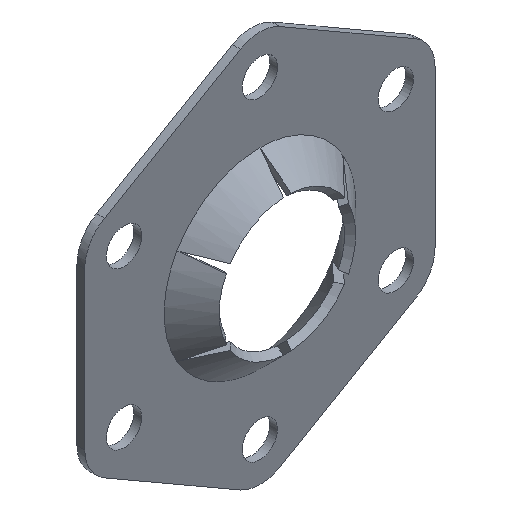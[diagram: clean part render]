
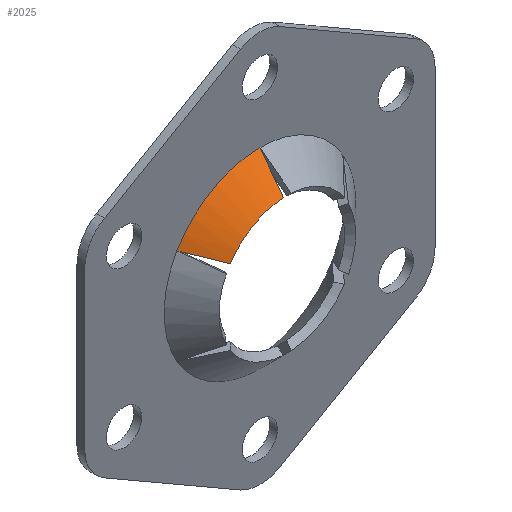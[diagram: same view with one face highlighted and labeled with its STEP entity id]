
A CAD part, isometric view. The second image highlights one B-rep face of the part: STEP entity #2025.
In plain terms, the highlighted free-form (B-spline) face has degree [1, 2] with [2, 3] control points.
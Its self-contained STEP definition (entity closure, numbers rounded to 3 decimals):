
#1370=CARTESIAN_POINT('',(0.,-0.4,4.883));
#1371=VERTEX_POINT('',#1370);
#1431=CARTESIAN_POINT('',(-4.229,-0.4,2.441));
#1432=VERTEX_POINT('',#1431);
#1447=CARTESIAN_POINT('',(0.,-0.4,4.883));
#1448=CARTESIAN_POINT('',(-0.213,-0.4,4.883));
#1449=CARTESIAN_POINT('',(-0.719,-0.4,4.85));
#1450=CARTESIAN_POINT('',(-1.463,-0.4,4.683));
#1451=CARTESIAN_POINT('',(-2.18,-0.4,4.389));
#1452=CARTESIAN_POINT('',(-2.811,-0.4,4.014));
#1453=CARTESIAN_POINT('',(-3.318,-0.4,3.601));
#1454=CARTESIAN_POINT('',(-3.813,-0.4,3.078));
#1455=CARTESIAN_POINT('',(-4.082,-0.4,2.695));
#1456=CARTESIAN_POINT('',(-4.229,-0.4,2.441));
#1457=B_SPLINE_CURVE_WITH_KNOTS('',3,(#1447,#1448,#1449,#1450,#1451,#1452,#1453,#1454,#1455,#1456),.UNSPECIFIED.,.F.,.U.,(4,1,1,1,1,1,1,4),(0.,0.639,1.518,2.277,2.956,3.715,4.234,5.113),.UNSPECIFIED.);
#1458=EDGE_CURVE('',#1371,#1432,#1457,.T.);
#1759=CARTESIAN_POINT('',(-0.2,-1.8,3.477));
#1760=VERTEX_POINT('',#1759);
#1768=CARTESIAN_POINT('',(-2.911,-1.8,1.912));
#1769=VERTEX_POINT('',#1768);
#1770=CARTESIAN_POINT('',(-0.2,-1.8,3.477));
#1771=CARTESIAN_POINT('',(-0.462,-1.8,3.462));
#1772=CARTESIAN_POINT('',(-0.847,-1.8,3.396));
#1773=CARTESIAN_POINT('',(-1.407,-1.8,3.199));
#1774=CARTESIAN_POINT('',(-1.821,-1.8,2.984));
#1775=CARTESIAN_POINT('',(-2.219,-1.8,2.696));
#1776=CARTESIAN_POINT('',(-2.579,-1.8,2.361));
#1777=CARTESIAN_POINT('',(-2.8,-1.8,2.081));
#1778=CARTESIAN_POINT('',(-2.911,-1.8,1.912));
#1779=B_SPLINE_CURVE_WITH_KNOTS('',3,(#1770,#1771,#1772,#1773,#1774,#1775,#1776,#1777,#1778),.UNSPECIFIED.,.F.,.U.,(4,1,1,1,1,1,4),(0.,0.786,1.167,1.776,2.182,2.638,3.247),.UNSPECIFIED.);
#1780=EDGE_CURVE('',#1760,#1769,#1779,.T.);
#1993=CARTESIAN_POINT('',(0.03,-1.835,3.448));
#1994=CARTESIAN_POINT('',(0.043,-0.364,4.919));
#1995=CARTESIAN_POINT('',(-2.098,-1.835,3.466));
#1996=CARTESIAN_POINT('',(-2.993,-0.364,4.945));
#1997=CARTESIAN_POINT('',(-3.068,-1.835,1.573));
#1998=CARTESIAN_POINT('',(-4.377,-0.364,2.244));
#2006=(BOUNDED_SURFACE()B_SPLINE_SURFACE(1,2,((#1993,#1995,#1997),(#1994,#1996,#1998)),.UNSPECIFIED.,.F.,.F.,.U.)B_SPLINE_SURFACE_WITH_KNOTS((2,2),(3,3),(0.0,2.08),(0.0,5.583),.UNSPECIFIED.)GEOMETRIC_REPRESENTATION_ITEM()RATIONAL_B_SPLINE_SURFACE(((1.0,0.85,0.997),(1.0,0.85,0.997)))REPRESENTATION_ITEM('')SURFACE());
#2007=CARTESIAN_POINT('',(0.,-0.4,4.883));
#2008=CARTESIAN_POINT('',(-0.067,-0.868,4.415));
#2009=CARTESIAN_POINT('',(-0.133,-1.335,3.947));
#2010=CARTESIAN_POINT('',(-0.2,-1.8,3.477));
#2011=QUASI_UNIFORM_CURVE('',3,(#2007,#2008,#2009,#2010),.UNSPECIFIED.,.F.,.U.);
#2012=EDGE_CURVE('',#1371,#1760,#2011,.T.);
#2013=ORIENTED_EDGE('',*,*,#2012,.F.);
#2014=ORIENTED_EDGE('',*,*,#1458,.T.);
#2015=CARTESIAN_POINT('',(-2.911,-1.8,1.912));
#2016=CARTESIAN_POINT('',(-3.352,-1.335,2.089));
#2017=CARTESIAN_POINT('',(-3.79,-0.868,2.265));
#2018=CARTESIAN_POINT('',(-4.229,-0.4,2.441));
#2019=QUASI_UNIFORM_CURVE('',3,(#2015,#2016,#2017,#2018),.UNSPECIFIED.,.F.,.U.);
#2020=EDGE_CURVE('',#1769,#1432,#2019,.T.);
#2021=ORIENTED_EDGE('',*,*,#2020,.F.);
#2022=ORIENTED_EDGE('',*,*,#1780,.F.);
#2023=EDGE_LOOP('',(#2013,#2014,#2021,#2022));
#2024=FACE_OUTER_BOUND('',#2023,.T.);
#2025=ADVANCED_FACE('',(#2024),#2006,.T.);
